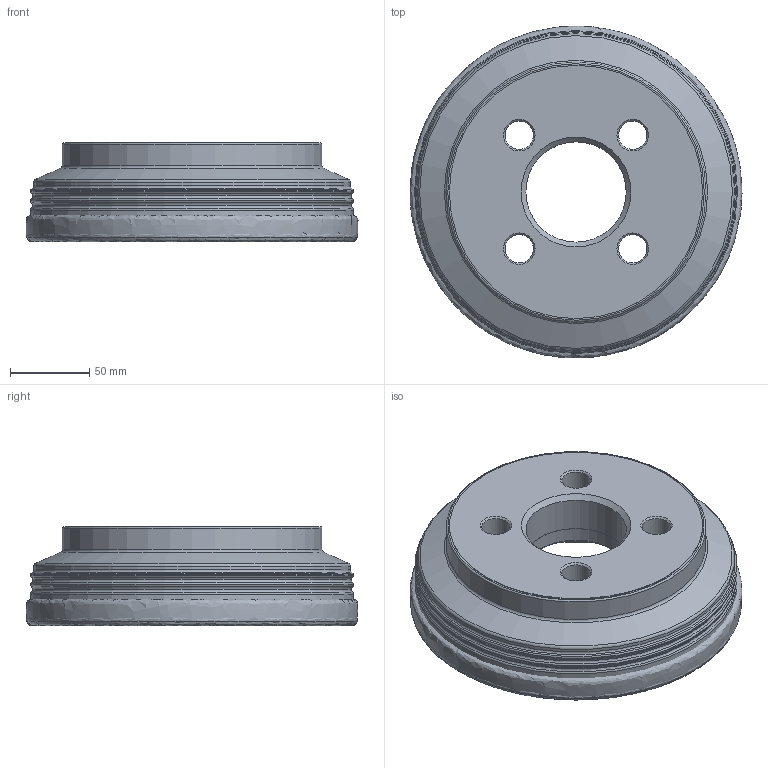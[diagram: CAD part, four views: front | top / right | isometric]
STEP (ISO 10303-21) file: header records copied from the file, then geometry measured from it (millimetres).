
FILE_DESCRIPTION(/* description */ (''),/* implementation_level */ '2;1');
FILE_NAME(/* name */ 'toolassembly_1.stp',/* time_stamp */ '2019-12-20T10:02:08+01:00',/* author */ (''),/* organization */ ('SMS'),/* preprocessor_version */ 'ST-DEVELOPER v16.7',/* originating_system */ 'SIEMENS PLM Software NX 12.0',/* authorisation */ '');
FILE_SCHEMA (('AUTOMOTIVE_DESIGN { 1 0 10303 214 3 1 1 1 }'));
Length unit declared in the file: millimetre
Products named in the file (4): ASSEMBLY_CONSTRUCTION; CUT_20191220100114; NOCUT_20191220100114; TOOLASSEMBLY_1
Assembly tree (26 placements, depth 2):
  TOOLASSEMBLY_1
    NOCUT_20191220100114
    CUT_20191220100114  x24
    ASSEMBLY_CONSTRUCTION
Bounding box: 210.09 x 209.94 x 63.03 mm (x, y, z)
Volume: 1393941.6 mm3; surface area: 164744.8 mm2
Topology: 3 solids, 3 shells, 56 faces, 144 edges, 169 vertices
Faces by surface type: torus 18, cylinder 15, cone 13, plane 6, bspline 4
Full cylindrical faces by diameter (mm): 18 x4, 63.515 x1, 63.8 x1, 128.5 x1, 160.33 x1, 164.33 x1, 200.33 x1, 201.453 x2, 204.33 x3
Entity records: 27876 total; most frequent: CARTESIAN_POINT 26290, DIRECTION 328, AXIS2_PLACEMENT_3D 164, FACE_BOUND 120, EDGE_LOOP 120, ORIENTED_EDGE 120, STYLED_ITEM 62, PRESENTATION_STYLE_ASSIGNMENT 62
